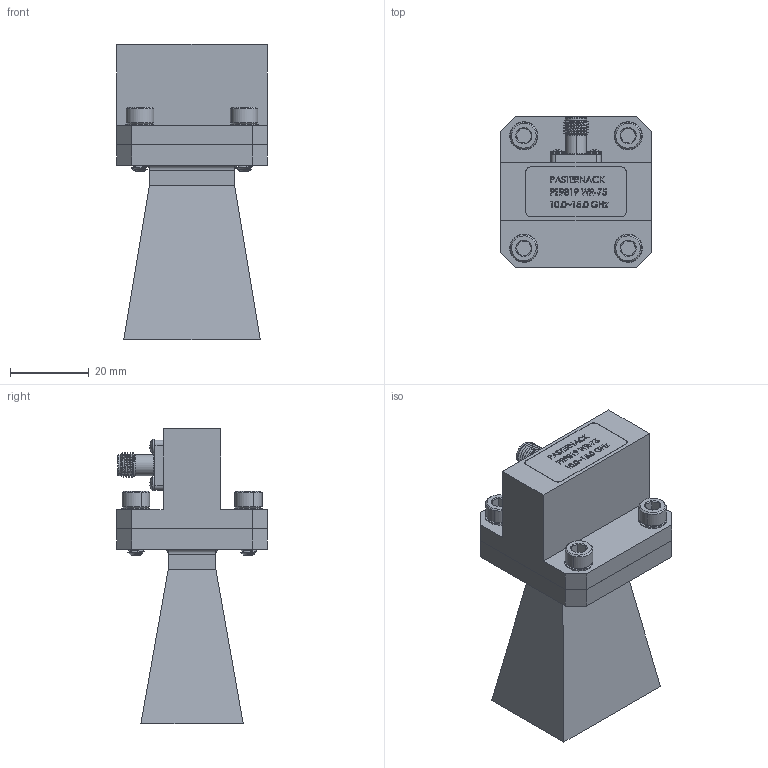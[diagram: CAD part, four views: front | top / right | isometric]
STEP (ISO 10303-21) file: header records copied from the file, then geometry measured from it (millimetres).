
FILE_DESCRIPTION (( 'STEP AP203' ), '1' );
FILE_NAME ('PE9855-SF-10.step', '2019-09-30T17:43:45', ( '' ), ( '' ), 'SwSTEP 2.0', 'SolidWorks 2018', '' );
FILE_SCHEMA (( 'CONFIG_CONTROL_DESIGN' ));
Length unit declared in the file: inch
Products named in the file (4): PE9855-10; Copy of Hex Screw^PE9855-SF-10; PE9855-SF-10; PE9819
Assembly tree (6 placements, depth 2):
  PE9855-SF-10
    PE9855-10
    PE9819
    Copy of Hex Screw^PE9855-SF-10  x4
Bounding box: 38.1 x 38.13 x 74.73 mm (x, y, z)
Volume: 26779.9 mm3; surface area: 20949.4 mm2
Topology: 11 solids, 11 shells, 824 faces, 2430 edges, 1697 vertices
Faces by surface type: cylinder 434, plane 235, cone 102, bspline 47, torus 6
Entity records: 27433 total; most frequent: CARTESIAN_POINT 12566, ORIENTED_EDGE 3514, DIRECTION 2416, EDGE_CURVE 1757, VERTEX_POINT 1268, AXIS2_PLACEMENT_3D 833, LINE 750, VECTOR 750
